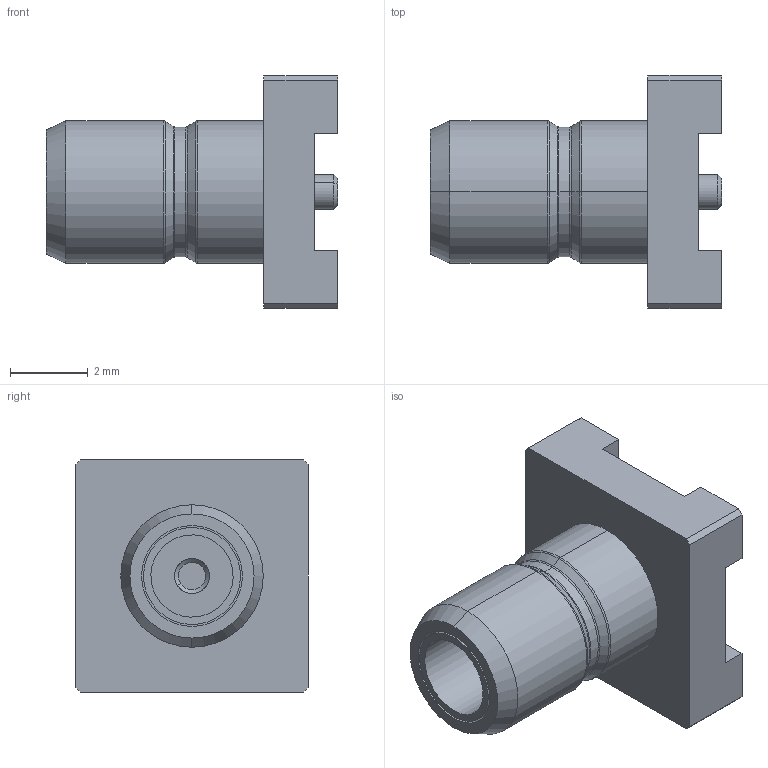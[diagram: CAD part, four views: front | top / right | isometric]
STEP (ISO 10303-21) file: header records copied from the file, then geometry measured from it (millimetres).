
FILE_DESCRIPTION (( 'STEP AP214' ), '1' );
FILE_NAME ('32-458-D3.STEP', '2024-09-06T08:32:01', ( '' ), ( '' ), 'SwSTEP 2.0', 'SolidWorks 2024', '' );
FILE_SCHEMA (( 'AUTOMOTIVE_DESIGN' ));
Length unit declared in the file: millimetre
Products named in the file (1): 32-458-D3
Bounding box: 7.5 x 6 x 6 mm (x, y, z)
Surface area: 317.5 mm2 (no closed solid volume)
Topology: 0 solids, 4 shells, 66 faces, 160 edges, 100 vertices
Faces by surface type: cylinder 28, plane 22, torus 8, cone 8
Entity records: 1943 total; most frequent: DIRECTION 370, CARTESIAN_POINT 327, ORIENTED_EDGE 306, EDGE_CURVE 160, AXIS2_PLACEMENT_3D 143, VERTEX_POINT 100, VECTOR 84, LINE 84
